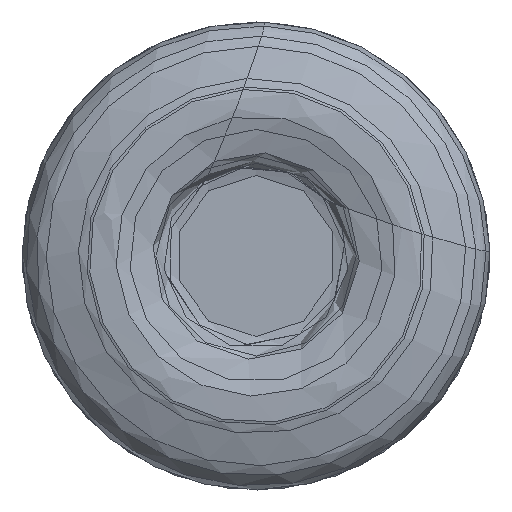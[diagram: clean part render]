
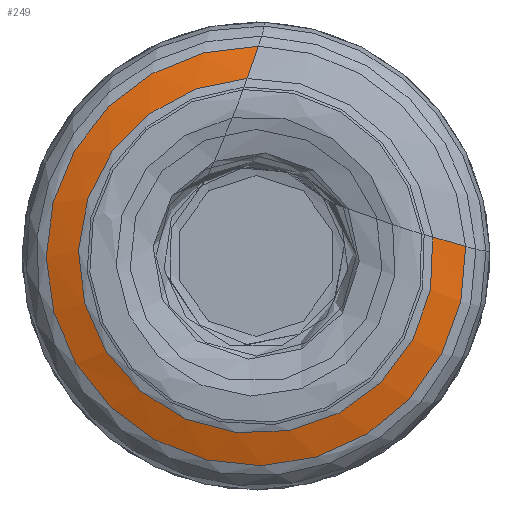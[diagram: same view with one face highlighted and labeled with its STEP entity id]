
A CAD part, left-side view. The second image highlights one B-rep face of the part: STEP entity #249.
In plain terms, the highlighted free-form (B-spline) face has degree [1, 3] with [2, 7] control points.
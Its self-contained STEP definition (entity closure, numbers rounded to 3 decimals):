
#48=LINE('',#1656,#72);
#49=LINE('',#1657,#73);
#72=VECTOR('',#1119,1.);
#73=VECTOR('',#1120,1.);
#95=(
BOUNDED_SURFACE()
B_SPLINE_SURFACE(1,3,((#1658,#1659,#1660,#1661,#1662,#1663,#1664),(#1665,
#1666,#1667,#1668,#1669,#1670,#1671)),.UNSPECIFIED.,.F.,.F.,.F.)
B_SPLINE_SURFACE_WITH_KNOTS((2,2),(4,3,4),(0.,1.),(0.,0.5,1.),
 .UNSPECIFIED.)
GEOMETRIC_REPRESENTATION_ITEM()
RATIONAL_B_SPLINE_SURFACE(((1.,0.58,0.58,1.,0.58,
0.58,1.),(1.,0.58,0.58,1.,0.58,
0.58,1.)))
REPRESENTATION_ITEM('')
SURFACE()
);
#175=FACE_OUTER_BOUND('',#371,.T.);
#249=ADVANCED_FACE('',(#175),#95,.F.);
#371=EDGE_LOOP('',(#498,#499,#500,#501));
#498=ORIENTED_EDGE('',*,*,#741,.F.);
#499=ORIENTED_EDGE('',*,*,#742,.T.);
#500=ORIENTED_EDGE('',*,*,#738,.T.);
#501=ORIENTED_EDGE('',*,*,#743,.T.);
#661=VERTEX_POINT('',#1635);
#662=VERTEX_POINT('',#1636);
#663=VERTEX_POINT('',#1654);
#664=VERTEX_POINT('',#1655);
#738=EDGE_CURVE('',#661,#662,#831,.T.);
#741=EDGE_CURVE('',#663,#664,#832,.T.);
#742=EDGE_CURVE('',#663,#661,#48,.T.);
#743=EDGE_CURVE('',#662,#664,#49,.T.);
#831=CIRCLE('',#931,6.075);
#832=CIRCLE('',#932,7.174);
#931=AXIS2_PLACEMENT_3D('',#1634,#1113,#1114);
#932=AXIS2_PLACEMENT_3D('',#1653,#1117,#1118);
#1113=DIRECTION('',(1.,0.,0.));
#1114=DIRECTION('',(0.,-0.994,0.107));
#1117=DIRECTION('',(1.,0.,0.));
#1118=DIRECTION('',(0.,-0.999,0.046));
#1119=DIRECTION('',(-0.302,0.916,0.264));
#1120=DIRECTION('',(0.302,-0.316,0.899));
#1634=CARTESIAN_POINT('',(0.261,0.,0.));
#1635=CARTESIAN_POINT('',(0.261,-6.04,0.651));
#1636=CARTESIAN_POINT('',(0.261,0.308,6.067));
#1653=CARTESIAN_POINT('',(0.632,0.,0.));
#1654=CARTESIAN_POINT('',(0.632,-7.166,0.327));
#1655=CARTESIAN_POINT('',(0.632,-0.08,7.173));
#1656=CARTESIAN_POINT('',(0.261,-6.04,0.651));
#1657=CARTESIAN_POINT('',(0.261,0.308,6.067));
#1658=CARTESIAN_POINT('',(0.261,-6.04,0.651));
#1659=CARTESIAN_POINT('',(0.261,-6.736,-5.803));
#1660=CARTESIAN_POINT('',(0.261,-0.996,-8.835));
#1661=CARTESIAN_POINT('',(0.261,3.943,-4.622));
#1662=CARTESIAN_POINT('',(0.261,8.882,-0.409));
#1663=CARTESIAN_POINT('',(0.261,6.792,5.738));
#1664=CARTESIAN_POINT('',(0.261,0.308,6.067));
#1665=CARTESIAN_POINT('',(0.632,-7.166,0.327));
#1666=CARTESIAN_POINT('',(0.632,-7.515,-7.331));
#1667=CARTESIAN_POINT('',(0.632,-0.529,-10.485));
#1668=CARTESIAN_POINT('',(0.632,4.984,-5.159));
#1669=CARTESIAN_POINT('',(0.632,10.497,0.167));
#1670=CARTESIAN_POINT('',(0.632,7.586,7.258));
#1671=CARTESIAN_POINT('',(0.632,-0.08,7.173));
